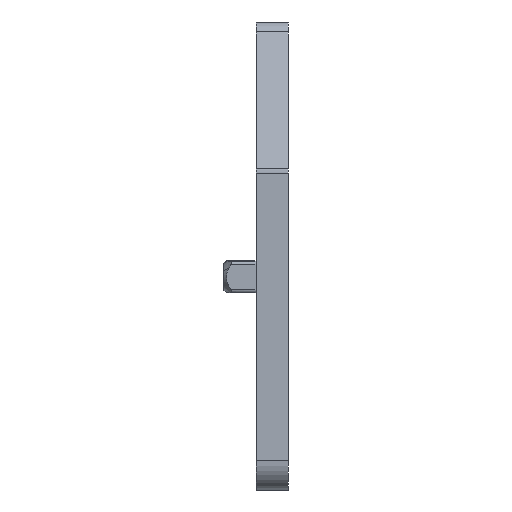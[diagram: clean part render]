
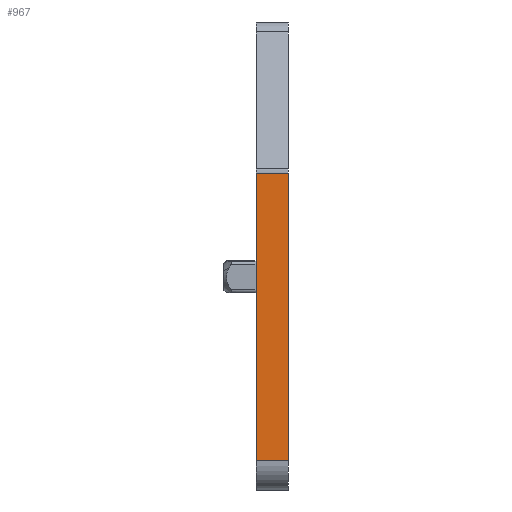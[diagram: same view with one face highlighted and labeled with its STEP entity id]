
A CAD part, front view. The second image highlights one B-rep face of the part: STEP entity #967.
In plain terms, the highlighted planar face has unit normal (0, -1, 0).
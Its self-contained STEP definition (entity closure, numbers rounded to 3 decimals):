
#947=AXIS2_PLACEMENT_3D('Plane Axis2P3D',#944,#945,#946) ;
#507=CARTESIAN_POINT('Vertex',(2.,0.,1.8)) ;
#510=CARTESIAN_POINT('Line Origine',(2.,0.,10.675)) ;
#514=CARTESIAN_POINT('Vertex',(2.,0.,19.55)) ;
#929=CARTESIAN_POINT('Vertex',(4.,0.,1.8)) ;
#932=CARTESIAN_POINT('Line Origine',(3.,0.,1.8)) ;
#944=CARTESIAN_POINT('Axis2P3D Location',(2.,0.,1.8)) ;
#949=CARTESIAN_POINT('Line Origine',(4.,0.,10.675)) ;
#953=CARTESIAN_POINT('Vertex',(4.,0.,19.55)) ;
#956=CARTESIAN_POINT('Line Origine',(3.,0.,19.55)) ;
#511=DIRECTION('Vector Direction',(0.,0.,1.)) ;
#933=DIRECTION('Vector Direction',(-1.,0.,0.)) ;
#945=DIRECTION('Axis2P3D Direction',(0.,1.,0.)) ;
#946=DIRECTION('Axis2P3D XDirection',(0.,0.,1.)) ;
#950=DIRECTION('Vector Direction',(0.,0.,1.)) ;
#957=DIRECTION('Vector Direction',(1.,0.,0.)) ;
#512=VECTOR('Line Direction',#511,1.) ;
#934=VECTOR('Line Direction',#933,1.) ;
#951=VECTOR('Line Direction',#950,1.) ;
#958=VECTOR('Line Direction',#957,1.) ;
#962=ORIENTED_EDGE('',*,*,#955,.T.) ;
#963=ORIENTED_EDGE('',*,*,#960,.F.) ;
#964=ORIENTED_EDGE('',*,*,#516,.F.) ;
#965=ORIENTED_EDGE('',*,*,#936,.T.) ;
#967=ADVANCED_FACE('ZAP/TW ZDU1.5/3AN',(#966),#948,.F.) ;
#516=EDGE_CURVE('',#508,#515,#513,.T.) ;
#936=EDGE_CURVE('',#508,#930,#935,.F.) ;
#955=EDGE_CURVE('',#930,#954,#952,.T.) ;
#960=EDGE_CURVE('',#515,#954,#959,.T.) ;
#961=EDGE_LOOP('',(#962,#963,#964,#965)) ;
#966=FACE_OUTER_BOUND('',#961,.T.) ;
#513=LINE('Line',#510,#512) ;
#935=LINE('Line',#932,#934) ;
#952=LINE('Line',#949,#951) ;
#959=LINE('Line',#956,#958) ;
#948=PLANE('',#947) ;
#508=VERTEX_POINT('',#507) ;
#515=VERTEX_POINT('',#514) ;
#930=VERTEX_POINT('',#929) ;
#954=VERTEX_POINT('',#953) ;
